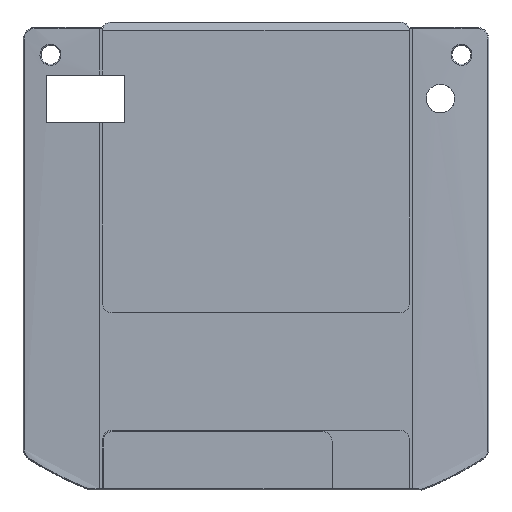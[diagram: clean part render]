
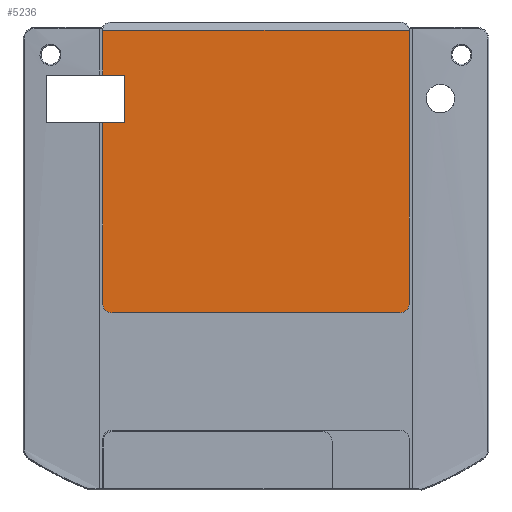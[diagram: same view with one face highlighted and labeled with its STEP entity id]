
A CAD part, top view. The second image highlights one B-rep face of the part: STEP entity #5236.
In plain terms, the highlighted planar face has unit normal (0, 0, 1).
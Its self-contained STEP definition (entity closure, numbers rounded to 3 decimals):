
#218 = VERTEX_POINT ( 'NONE', #8280 ) ;
#994 = DIRECTION ( 'NONE',  ( 0., -1., 0. ) ) ;
#1073 = LINE ( 'NONE', #6472, #12740 ) ;
#1477 = LINE ( 'NONE', #11134, #13562 ) ;
#1705 = CARTESIAN_POINT ( 'NONE',  ( 77.43, 34.238, 4.45 ) ) ;
#1821 = DIRECTION ( 'NONE',  ( 1., 0., 0. ) ) ;
#1830 = CARTESIAN_POINT ( 'NONE',  ( 19.56, 36.238, 4.45 ) ) ;
#2068 = CARTESIAN_POINT ( 'NONE',  ( 14.935, 93.631, 4.45 ) ) ;
#2110 = VECTOR ( 'NONE', #15269, 1000. ) ;
#2289 = ORIENTED_EDGE ( 'NONE', *, *, #5002, .T. ) ;
#2460 = ORIENTED_EDGE ( 'NONE', *, *, #4275, .F. ) ;
#2542 = DIRECTION ( 'NONE',  ( 0., 0., 1. ) ) ;
#3201 = LINE ( 'NONE', #10015, #16823 ) ;
#3203 = DIRECTION ( 'NONE',  ( 0., 0., 1. ) ) ;
#3653 = DIRECTION ( 'NONE',  ( 1., 0., 0. ) ) ;
#3846 = EDGE_CURVE ( 'NONE', #8887, #12425, #6217, .T. ) ;
#4275 = EDGE_CURVE ( 'NONE', #10821, #11806, #3201, .T. ) ;
#4389 = CARTESIAN_POINT ( 'NONE',  ( 79.43, 93.631, 4.45 ) ) ;
#4445 = VERTEX_POINT ( 'NONE', #16616 ) ;
#4516 = EDGE_CURVE ( 'NONE', #218, #8671, #1477, .T. ) ;
#4588 = CARTESIAN_POINT ( 'NONE',  ( 14.935, 84.22, 4.45 ) ) ;
#4793 = PLANE ( 'NONE',  #6474 ) ;
#5002 = EDGE_CURVE ( 'NONE', #10821, #11715, #7799, .T. ) ;
#5236 = ADVANCED_FACE ( 'NONE', ( #11262 ), #4793, .T. ) ;
#5421 = CARTESIAN_POINT ( 'NONE',  ( 19.56, 74.22, 4.45 ) ) ;
#5808 = DIRECTION ( 'NONE',  ( 0., -1., 0. ) ) ;
#6158 = CARTESIAN_POINT ( 'NONE',  ( 79.43, 36.238, 4.45 ) ) ;
#6217 = LINE ( 'NONE', #2068, #2110 ) ;
#6318 = DIRECTION ( 'NONE',  ( 0., -1., 0. ) ) ;
#6351 = CARTESIAN_POINT ( 'NONE',  ( 16.935, 36.238, 4.45 ) ) ;
#6472 = CARTESIAN_POINT ( 'NONE',  ( 16.935, 84.22, 4.45 ) ) ;
#6474 = AXIS2_PLACEMENT_3D ( 'NONE', #11527, #3203, #12859 ) ;
#6495 = ORIENTED_EDGE ( 'NONE', *, *, #4516, .T. ) ;
#6546 = ORIENTED_EDGE ( 'NONE', *, *, #9312, .T. ) ;
#6874 = VERTEX_POINT ( 'NONE', #4588 ) ;
#7058 = EDGE_CURVE ( 'NONE', #8671, #12967, #9617, .T. ) ;
#7328 = EDGE_CURVE ( 'NONE', #6874, #4445, #1073, .T. ) ;
#7429 = AXIS2_PLACEMENT_3D ( 'NONE', #6351, #9272, #14687 ) ;
#7583 = ORIENTED_EDGE ( 'NONE', *, *, #7058, .T. ) ;
#7717 = CARTESIAN_POINT ( 'NONE',  ( 14.935, 93.631, 4.45 ) ) ;
#7799 = LINE ( 'NONE', #14563, #7872 ) ;
#7872 = VECTOR ( 'NONE', #994, 1000. ) ;
#8280 = CARTESIAN_POINT ( 'NONE',  ( 16.935, 34.238, 4.45 ) ) ;
#8285 = CARTESIAN_POINT ( 'NONE',  ( 77.43, 36.238, 4.45 ) ) ;
#8573 = VECTOR ( 'NONE', #6318, 1000. ) ;
#8671 = VERTEX_POINT ( 'NONE', #1705 ) ;
#8887 = VERTEX_POINT ( 'NONE', #7717 ) ;
#8936 = VECTOR ( 'NONE', #11930, 1000. ) ;
#9227 = ORIENTED_EDGE ( 'NONE', *, *, #3846, .F. ) ;
#9272 = DIRECTION ( 'NONE',  ( 0., 0., 1. ) ) ;
#9312 = EDGE_CURVE ( 'NONE', #11715, #218, #12823, .T. ) ;
#9352 = ORIENTED_EDGE ( 'NONE', *, *, #11018, .T. ) ;
#9617 = CIRCLE ( 'NONE', #12172, 2. ) ;
#10015 = CARTESIAN_POINT ( 'NONE',  ( 16.935, 74.22, 4.45 ) ) ;
#10421 = CARTESIAN_POINT ( 'NONE',  ( 79.43, 36.238, 4.45 ) ) ;
#10821 = VERTEX_POINT ( 'NONE', #15766 ) ;
#11018 = EDGE_CURVE ( 'NONE', #4445, #11806, #15575, .T. ) ;
#11134 = CARTESIAN_POINT ( 'NONE',  ( 16.935, 34.238, 4.45 ) ) ;
#11262 = FACE_OUTER_BOUND ( 'NONE', #14778, .T. ) ;
#11527 = CARTESIAN_POINT ( 'NONE',  ( 16.935, 36.238, 4.45 ) ) ;
#11556 = CARTESIAN_POINT ( 'NONE',  ( 14.935, 94.238, 4.45 ) ) ;
#11613 = ORIENTED_EDGE ( 'NONE', *, *, #17294, .T. ) ;
#11715 = VERTEX_POINT ( 'NONE', #11988 ) ;
#11806 = VERTEX_POINT ( 'NONE', #5421 ) ;
#11930 = DIRECTION ( 'NONE',  ( 0., 1., 0. ) ) ;
#11988 = CARTESIAN_POINT ( 'NONE',  ( 14.935, 36.238, 4.45 ) ) ;
#12172 = AXIS2_PLACEMENT_3D ( 'NONE', #8285, #2542, #16003 ) ;
#12425 = VERTEX_POINT ( 'NONE', #4389 ) ;
#12487 = EDGE_CURVE ( 'NONE', #8887, #6874, #15638, .T. ) ;
#12740 = VECTOR ( 'NONE', #3653, 1000. ) ;
#12823 = CIRCLE ( 'NONE', #7429, 2. ) ;
#12859 = DIRECTION ( 'NONE',  ( 1., 0., 0. ) ) ;
#12967 = VERTEX_POINT ( 'NONE', #6158 ) ;
#13562 = VECTOR ( 'NONE', #1821, 1000. ) ;
#13598 = ORIENTED_EDGE ( 'NONE', *, *, #7328, .T. ) ;
#14105 = DIRECTION ( 'NONE',  ( 1., 0., 0. ) ) ;
#14563 = CARTESIAN_POINT ( 'NONE',  ( 14.935, 94.238, 4.45 ) ) ;
#14682 = LINE ( 'NONE', #10421, #8936 ) ;
#14687 = DIRECTION ( 'NONE',  ( 1., 0., 0. ) ) ;
#14726 = VECTOR ( 'NONE', #5808, 1000. ) ;
#14778 = EDGE_LOOP ( 'NONE', ( #2460, #2289, #6546, #6495, #7583, #11613, #9227, #17356, #13598, #9352 ) ) ;
#15269 = DIRECTION ( 'NONE',  ( 1., 0., 0. ) ) ;
#15575 = LINE ( 'NONE', #1830, #14726 ) ;
#15638 = LINE ( 'NONE', #11556, #8573 ) ;
#15766 = CARTESIAN_POINT ( 'NONE',  ( 14.935, 74.22, 4.45 ) ) ;
#16003 = DIRECTION ( 'NONE',  ( 1., 0., 0. ) ) ;
#16616 = CARTESIAN_POINT ( 'NONE',  ( 19.56, 84.22, 4.45 ) ) ;
#16823 = VECTOR ( 'NONE', #14105, 1000. ) ;
#17294 = EDGE_CURVE ( 'NONE', #12967, #12425, #14682, .T. ) ;
#17356 = ORIENTED_EDGE ( 'NONE', *, *, #12487, .T. ) ;
